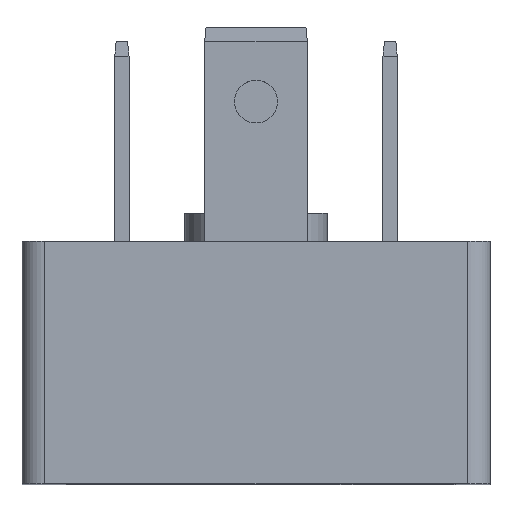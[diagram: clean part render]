
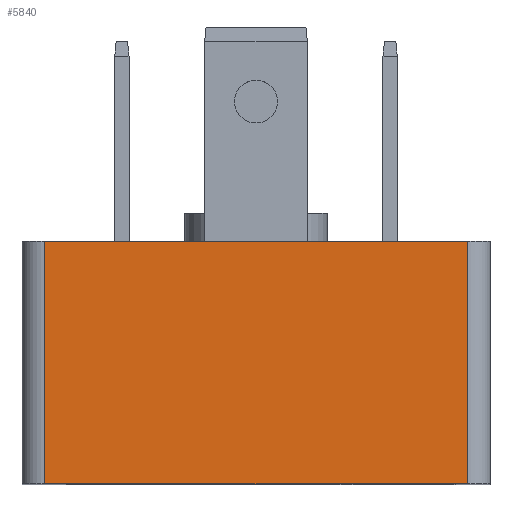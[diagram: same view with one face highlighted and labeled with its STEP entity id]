
A CAD part, top view. The second image highlights one B-rep face of the part: STEP entity #5840.
In plain terms, the highlighted planar face has unit normal (0, 0, 1).
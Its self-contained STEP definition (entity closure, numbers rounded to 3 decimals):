
#423 = EDGE_CURVE ( 'NONE', #5546, #8087, #3053, .T. ) ;
#491 = ORIENTED_EDGE ( 'NONE', *, *, #2665, .F. ) ;
#1712 = LINE ( 'NONE', #4857, #9083 ) ;
#1715 = ORIENTED_EDGE ( 'NONE', *, *, #423, .F. ) ;
#2299 = VECTOR ( 'NONE', #2359, 1000. ) ;
#2309 = DIRECTION ( 'NONE',  ( 0., 0., -1. ) ) ;
#2359 = DIRECTION ( 'NONE',  ( 0., 1., 0. ) ) ;
#2561 = CARTESIAN_POINT ( 'NONE',  ( -8.2, 8.5, 8.2 ) ) ;
#2665 = EDGE_CURVE ( 'NONE', #8087, #5358, #1712, .T. ) ;
#2875 = DIRECTION ( 'NONE',  ( 1., 0., 0. ) ) ;
#3053 = LINE ( 'NONE', #2561, #3144 ) ;
#3144 = VECTOR ( 'NONE', #2875, 1000. ) ;
#3461 = ORIENTED_EDGE ( 'NONE', *, *, #8110, .F. ) ;
#3526 = FACE_OUTER_BOUND ( 'NONE', #9382, .T. ) ;
#3967 = VECTOR ( 'NONE', #6617, 1000. ) ;
#4049 = VERTEX_POINT ( 'NONE', #5808 ) ;
#4066 = CARTESIAN_POINT ( 'NONE',  ( 7.4, 8.5, 8.2 ) ) ;
#4207 = CARTESIAN_POINT ( 'NONE',  ( -8.2, 0., 8.2 ) ) ;
#4327 = LINE ( 'NONE', #8214, #2299 ) ;
#4852 = DIRECTION ( 'NONE',  ( 0., -1., 0. ) ) ;
#4857 = CARTESIAN_POINT ( 'NONE',  ( 7.4, 8.5, 8.2 ) ) ;
#5358 = VERTEX_POINT ( 'NONE', #10011 ) ;
#5546 = VERTEX_POINT ( 'NONE', #8580 ) ;
#5629 = AXIS2_PLACEMENT_3D ( 'NONE', #5690, #2309, #8160 ) ;
#5690 = CARTESIAN_POINT ( 'NONE',  ( -8.2, 8.5, 8.2 ) ) ;
#5808 = CARTESIAN_POINT ( 'NONE',  ( -7.4, 0., 8.2 ) ) ;
#5840 = ADVANCED_FACE ( 'NONE', ( #3526 ), #7338, .F. ) ;
#6617 = DIRECTION ( 'NONE',  ( -1., 0., 0. ) ) ;
#7338 = PLANE ( 'NONE',  #5629 ) ;
#8087 = VERTEX_POINT ( 'NONE', #4066 ) ;
#8110 = EDGE_CURVE ( 'NONE', #4049, #5546, #4327, .T. ) ;
#8160 = DIRECTION ( 'NONE',  ( -1., 0., 0. ) ) ;
#8214 = CARTESIAN_POINT ( 'NONE',  ( -7.4, 8.5, 8.2 ) ) ;
#8580 = CARTESIAN_POINT ( 'NONE',  ( -7.4, 8.5, 8.2 ) ) ;
#8672 = ORIENTED_EDGE ( 'NONE', *, *, #9687, .F. ) ;
#9083 = VECTOR ( 'NONE', #4852, 1000. ) ;
#9382 = EDGE_LOOP ( 'NONE', ( #3461, #8672, #491, #1715 ) ) ;
#9687 = EDGE_CURVE ( 'NONE', #5358, #4049, #10429, .T. ) ;
#10011 = CARTESIAN_POINT ( 'NONE',  ( 7.4, 0., 8.2 ) ) ;
#10429 = LINE ( 'NONE', #4207, #3967 ) ;
